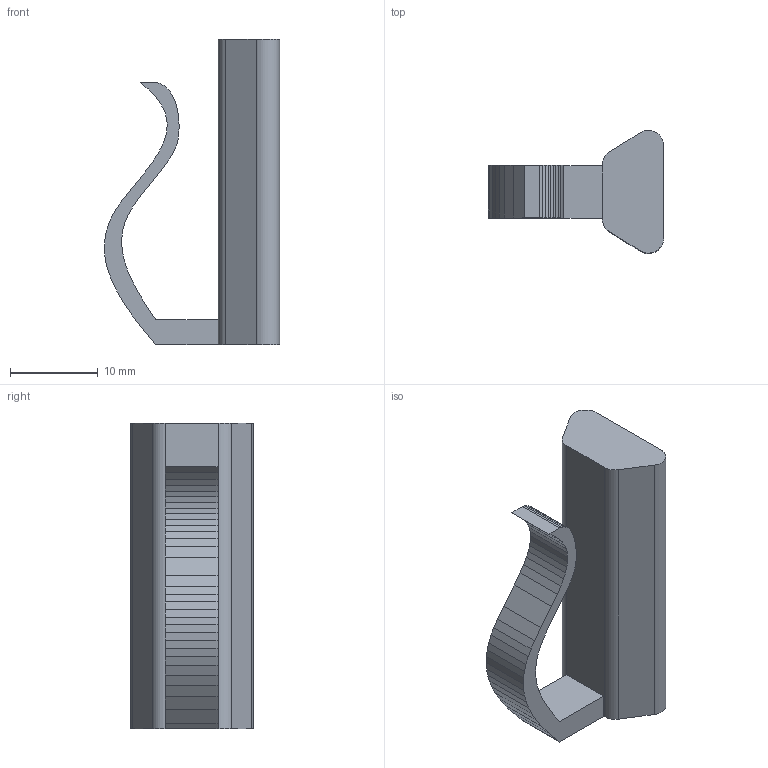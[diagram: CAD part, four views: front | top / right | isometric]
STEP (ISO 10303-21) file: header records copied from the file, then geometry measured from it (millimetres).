
FILE_DESCRIPTION(('FreeCAD Model'),'2;1');
FILE_NAME( 'clip.step', '2016-09-30T11:38:49',('Author'),(''), 'Open CASCADE STEP processor 6.8','FreeCAD','Unknown');
FILE_SCHEMA(('AUTOMOTIVE_DESIGN_CC2 { 1 2 10303 214 -1 1 5 4 }'));
Length unit declared in the file: millimetre
Products named in the file (2): ASSEMBLY; Clip_accessory
Assembly tree (1 placements, depth 2):
  ASSEMBLY
    Clip_accessory
Bounding box: 19.97 x 13.98 x 34.8 mm (x, y, z)
Volume: 3303.1 mm3; surface area: 2033.6 mm2
Topology: 1 solids, 1 shells, 81 faces, 235 edges, 156 vertices
Faces by surface type: plane 71, bspline 10
Entity records: 6842 total; most frequent: CARTESIAN_POINT 2295, DIRECTION 764, LINE 618, VECTOR 618, ORIENTED_EDGE 470, PCURVE 470, DEFINITIONAL_REPRESENTATION 470, EDGE_CURVE 235
